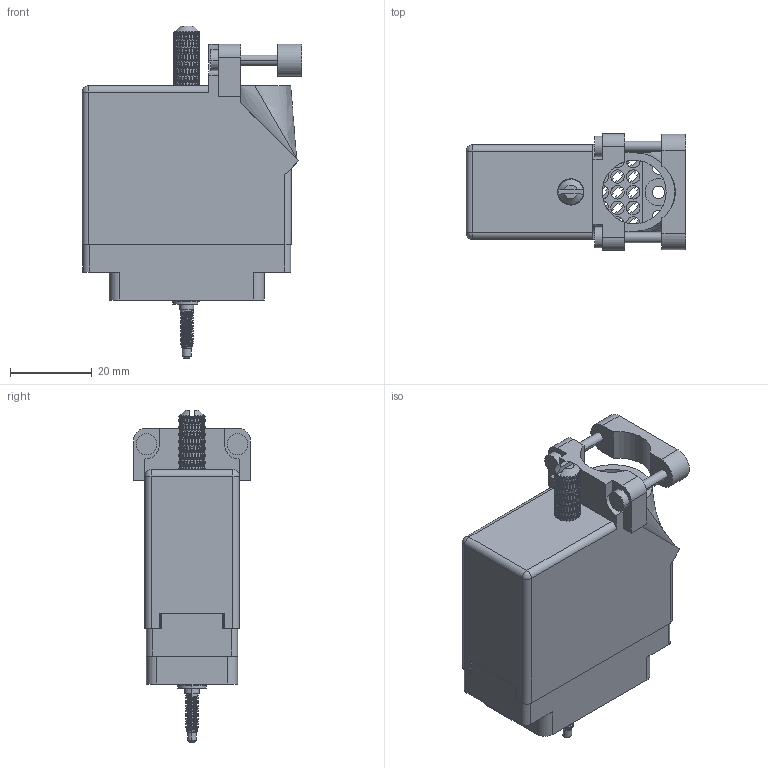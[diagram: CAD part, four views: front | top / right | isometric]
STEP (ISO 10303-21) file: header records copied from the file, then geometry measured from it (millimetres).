
FILE_DESCRIPTION (( 'STEP AP203' ), '1' );
FILE_NAME ('519-036-000-335.STEP', '2020-03-02T21:28:05', ( '' ), ( '' ), 'SwSTEP 2.0', 'SolidWorks 2016', '' );
FILE_SCHEMA (( 'CONFIG_CONTROL_DESIGN' ));
Length unit declared in the file: inch
Products named in the file (8): 519-036-000-335; 519 Plug Insulator_036; 516-250-038-111; 516-253-138-107; 516-230-001_Plastic - 038 Top Entry - Large Clamp; Actuating Screw Assy 038-056; 516-253-035-100; 516-251-035-100
Assembly tree (8 placements, depth 3):
  519-036-000-335
    519 Plug Insulator_036
    Actuating Screw Assy 038-056
      516-251-035-100
      516-253-035-100  x2
      516-253-138-107
      516-250-038-111
    516-230-001_Plastic - 038 Top Entry - Large Clamp
Bounding box: 53.62 x 28.57 x 81.03 mm (x, y, z)
Volume: 22175.4 mm3; surface area: 27735.6 mm2
Topology: 7 solids, 7 shells, 2336 faces, 5725 edges, 3426 vertices
Faces by surface type: bspline 1009, plane 736, cylinder 569, cone 20, sphere 2
Entity records: 98255 total; most frequent: CARTESIAN_POINT 53727, ORIENTED_EDGE 11422, DIRECTION 6579, EDGE_CURVE 5711, VERTEX_POINT 3418, EDGE_LOOP 2451, ADVANCED_FACE 2330, FACE_OUTER_BOUND 2330
